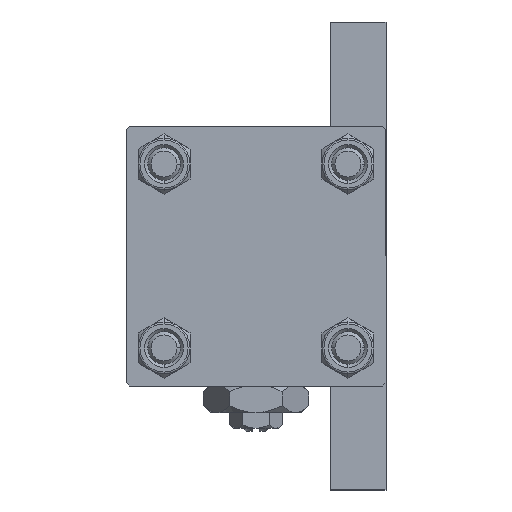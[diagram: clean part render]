
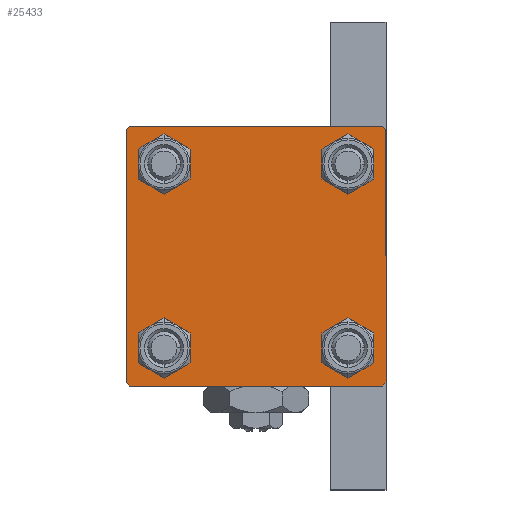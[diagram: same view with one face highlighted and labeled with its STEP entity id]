
A CAD part, left-side view. The second image highlights one B-rep face of the part: STEP entity #25433.
In plain terms, the highlighted planar face has unit normal (-1, 0, 0).
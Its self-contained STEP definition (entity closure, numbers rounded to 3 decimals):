
#78 = EDGE_CURVE ( 'NONE', #7229, #36815, #4197, .T. ) ;
#352 = CARTESIAN_POINT ( 'NONE',  ( 0., -14.15, 14.15 ) ) ;
#754 = CARTESIAN_POINT ( 'NONE',  ( 0., 14.15, 14.15 ) ) ;
#786 = LINE ( 'NONE', #28041, #48172 ) ;
#787 = AXIS2_PLACEMENT_3D ( 'NONE', #1375, #32346, #28369 ) ;
#793 = VECTOR ( 'NONE', #33918, 1000. ) ;
#1026 = CARTESIAN_POINT ( 'NONE',  ( 0., 19.5, -20. ) ) ;
#1115 = EDGE_CURVE ( 'NONE', #5566, #12771, #25568, .T. ) ;
#1375 = CARTESIAN_POINT ( 'NONE',  ( 0., 14.15, 14.15 ) ) ;
#2358 = CARTESIAN_POINT ( 'NONE',  ( 0., 20., 20. ) ) ;
#2675 = CIRCLE ( 'NONE', #34559, 3. ) ;
#2814 = CARTESIAN_POINT ( 'NONE',  ( 0., 20., 19.5 ) ) ;
#2875 = VERTEX_POINT ( 'NONE', #11497 ) ;
#4098 = VERTEX_POINT ( 'NONE', #12940 ) ;
#4197 = LINE ( 'NONE', #30672, #793 ) ;
#4614 = ORIENTED_EDGE ( 'NONE', *, *, #14001, .F. ) ;
#5100 = CIRCLE ( 'NONE', #21080, 3. ) ;
#5341 = DIRECTION ( 'NONE',  ( 1., 0., 0. ) ) ;
#5463 = DIRECTION ( 'NONE',  ( 1., 0., 0. ) ) ;
#5495 = FACE_OUTER_BOUND ( 'NONE', #12198, .T. ) ;
#5566 = VERTEX_POINT ( 'NONE', #9926 ) ;
#6124 = LINE ( 'NONE', #2358, #30905 ) ;
#6174 = ORIENTED_EDGE ( 'NONE', *, *, #16034, .T. ) ;
#6661 = EDGE_CURVE ( 'NONE', #27101, #33698, #17935, .T. ) ;
#7229 = VERTEX_POINT ( 'NONE', #48640 ) ;
#7301 = DIRECTION ( 'NONE',  ( 1., 0., 0. ) ) ;
#7890 = CARTESIAN_POINT ( 'NONE',  ( 0., -19.75, 19.75 ) ) ;
#7988 = LINE ( 'NONE', #21575, #34278 ) ;
#8102 = DIRECTION ( 'NONE',  ( 1., 0., 0. ) ) ;
#8664 = CARTESIAN_POINT ( 'NONE',  ( 0., -20., -19.5 ) ) ;
#9041 = DIRECTION ( 'NONE',  ( 0., -0.707, 0.707 ) ) ;
#9926 = CARTESIAN_POINT ( 'NONE',  ( 0., 14.15, 11.15 ) ) ;
#10095 = LINE ( 'NONE', #25581, #37058 ) ;
#10138 = ORIENTED_EDGE ( 'NONE', *, *, #47015, .T. ) ;
#10384 = EDGE_LOOP ( 'NONE', ( #10138, #12493 ) ) ;
#11012 = AXIS2_PLACEMENT_3D ( 'NONE', #352, #8102, #37814 ) ;
#11131 = EDGE_LOOP ( 'NONE', ( #39987, #34865 ) ) ;
#11398 = DIRECTION ( 'NONE',  ( 1., 0., 0. ) ) ;
#11497 = CARTESIAN_POINT ( 'NONE',  ( 0., -19.5, 20. ) ) ;
#12086 = VERTEX_POINT ( 'NONE', #47788 ) ;
#12135 = LINE ( 'NONE', #7890, #39184 ) ;
#12198 = EDGE_LOOP ( 'NONE', ( #6174, #45363, #46709, #29625, #28095, #33768, #4614, #13477 ) ) ;
#12275 = CARTESIAN_POINT ( 'NONE',  ( 0., -14.15, -11.15 ) ) ;
#12493 = ORIENTED_EDGE ( 'NONE', *, *, #18036, .T. ) ;
#12771 = VERTEX_POINT ( 'NONE', #26430 ) ;
#12843 = AXIS2_PLACEMENT_3D ( 'NONE', #41582, #11398, #30385 ) ;
#12940 = CARTESIAN_POINT ( 'NONE',  ( 0., 14.15, -17.15 ) ) ;
#13464 = VECTOR ( 'NONE', #46643, 1000. ) ;
#13477 = ORIENTED_EDGE ( 'NONE', *, *, #78, .T. ) ;
#13497 = DIRECTION ( 'NONE',  ( -1., 0., 0. ) ) ;
#14001 = EDGE_CURVE ( 'NONE', #7229, #2875, #6124, .T. ) ;
#15296 = DIRECTION ( 'NONE',  ( 1., 0., 0. ) ) ;
#15634 = CARTESIAN_POINT ( 'NONE',  ( 0., 19.75, -19.75 ) ) ;
#16034 = EDGE_CURVE ( 'NONE', #36815, #19738, #40963, .T. ) ;
#16745 = FACE_BOUND ( 'NONE', #23782, .T. ) ;
#16842 = CIRCLE ( 'NONE', #12843, 3. ) ;
#16844 = CIRCLE ( 'NONE', #40719, 3. ) ;
#17491 = CARTESIAN_POINT ( 'NONE',  ( 0., 0., 0. ) ) ;
#17808 = CARTESIAN_POINT ( 'NONE',  ( 0., -14.15, -17.15 ) ) ;
#17935 = CIRCLE ( 'NONE', #45761, 3. ) ;
#18036 = EDGE_CURVE ( 'NONE', #37230, #36842, #36534, .T. ) ;
#19036 = DIRECTION ( 'NONE',  ( 0., 0., 1. ) ) ;
#19635 = DIRECTION ( 'NONE',  ( 0., 0.707, 0.707 ) ) ;
#19738 = VERTEX_POINT ( 'NONE', #28464 ) ;
#20144 = CARTESIAN_POINT ( 'NONE',  ( 0., -14.15, 11.15 ) ) ;
#20612 = DIRECTION ( 'NONE',  ( 0., -1., 0. ) ) ;
#21080 = AXIS2_PLACEMENT_3D ( 'NONE', #28270, #29494, #28754 ) ;
#21575 = CARTESIAN_POINT ( 'NONE',  ( 0., -20., 20. ) ) ;
#21991 = EDGE_CURVE ( 'NONE', #33534, #22267, #7988, .T. ) ;
#22267 = VERTEX_POINT ( 'NONE', #8664 ) ;
#23782 = EDGE_LOOP ( 'NONE', ( #47373, #45262 ) ) ;
#24051 = CARTESIAN_POINT ( 'NONE',  ( 0., -14.15, -14.15 ) ) ;
#24529 = EDGE_CURVE ( 'NONE', #19738, #31188, #34583, .T. ) ;
#25433 = ADVANCED_FACE ( 'NONE', ( #47632, #16745, #31961, #47143, #5495 ), #40163, .T. ) ;
#25568 = CIRCLE ( 'NONE', #787, 3. ) ;
#25581 = CARTESIAN_POINT ( 'NONE',  ( 0., 20., -20. ) ) ;
#25678 = AXIS2_PLACEMENT_3D ( 'NONE', #41716, #15296, #19036 ) ;
#26430 = CARTESIAN_POINT ( 'NONE',  ( 0., 14.15, 17.15 ) ) ;
#27101 = VERTEX_POINT ( 'NONE', #17808 ) ;
#27521 = EDGE_CURVE ( 'NONE', #33534, #2875, #12135, .T. ) ;
#28041 = CARTESIAN_POINT ( 'NONE',  ( 0., -19.75, -19.75 ) ) ;
#28095 = ORIENTED_EDGE ( 'NONE', *, *, #21991, .F. ) ;
#28201 = DIRECTION ( 'NONE',  ( 0., 0., 1. ) ) ;
#28270 = CARTESIAN_POINT ( 'NONE',  ( 0., -14.15, 14.15 ) ) ;
#28369 = DIRECTION ( 'NONE',  ( 0., 0., 1. ) ) ;
#28464 = CARTESIAN_POINT ( 'NONE',  ( 0., 20., -19.5 ) ) ;
#28754 = DIRECTION ( 'NONE',  ( 0., 0., 1. ) ) ;
#29494 = DIRECTION ( 'NONE',  ( 1., 0., 0. ) ) ;
#29625 = ORIENTED_EDGE ( 'NONE', *, *, #49077, .T. ) ;
#29733 = ORIENTED_EDGE ( 'NONE', *, *, #36975, .T. ) ;
#30382 = VECTOR ( 'NONE', #37832, 1000. ) ;
#30385 = DIRECTION ( 'NONE',  ( 0., 0., 1. ) ) ;
#30672 = CARTESIAN_POINT ( 'NONE',  ( 0., 19.75, 19.75 ) ) ;
#30905 = VECTOR ( 'NONE', #20612, 1000. ) ;
#31188 = VERTEX_POINT ( 'NONE', #1026 ) ;
#31961 = FACE_BOUND ( 'NONE', #11131, .T. ) ;
#32211 = DIRECTION ( 'NONE',  ( 0., 0., 1. ) ) ;
#32346 = DIRECTION ( 'NONE',  ( 1., 0., 0. ) ) ;
#33027 = CARTESIAN_POINT ( 'NONE',  ( 0., -14.15, 17.15 ) ) ;
#33534 = VERTEX_POINT ( 'NONE', #43493 ) ;
#33698 = VERTEX_POINT ( 'NONE', #12275 ) ;
#33768 = ORIENTED_EDGE ( 'NONE', *, *, #27521, .T. ) ;
#33918 = DIRECTION ( 'NONE',  ( 0., 0.707, -0.707 ) ) ;
#34278 = VECTOR ( 'NONE', #36792, 1000. ) ;
#34483 = DIRECTION ( 'NONE',  ( 0., 0., 1. ) ) ;
#34559 = AXIS2_PLACEMENT_3D ( 'NONE', #46608, #5463, #28201 ) ;
#34583 = LINE ( 'NONE', #15634, #30382 ) ;
#34865 = ORIENTED_EDGE ( 'NONE', *, *, #40317, .T. ) ;
#35203 = CARTESIAN_POINT ( 'NONE',  ( 0., 20., 20. ) ) ;
#35987 = AXIS2_PLACEMENT_3D ( 'NONE', #17491, #13497, #32211 ) ;
#36054 = DIRECTION ( 'NONE',  ( 0., -1., 0. ) ) ;
#36179 = ORIENTED_EDGE ( 'NONE', *, *, #1115, .T. ) ;
#36534 = CIRCLE ( 'NONE', #11012, 3. ) ;
#36792 = DIRECTION ( 'NONE',  ( 0., 0., -1. ) ) ;
#36815 = VERTEX_POINT ( 'NONE', #2814 ) ;
#36842 = VERTEX_POINT ( 'NONE', #33027 ) ;
#36975 = EDGE_CURVE ( 'NONE', #12771, #5566, #16844, .T. ) ;
#37058 = VECTOR ( 'NONE', #36054, 1000. ) ;
#37230 = VERTEX_POINT ( 'NONE', #20144 ) ;
#37814 = DIRECTION ( 'NONE',  ( 0., 0., 1. ) ) ;
#37832 = DIRECTION ( 'NONE',  ( 0., -0.707, -0.707 ) ) ;
#37946 = CARTESIAN_POINT ( 'NONE',  ( 0., 14.15, -11.15 ) ) ;
#39184 = VECTOR ( 'NONE', #19635, 1000. ) ;
#39987 = ORIENTED_EDGE ( 'NONE', *, *, #42010, .T. ) ;
#40163 = PLANE ( 'NONE',  #35987 ) ;
#40317 = EDGE_CURVE ( 'NONE', #4098, #49281, #16842, .T. ) ;
#40719 = AXIS2_PLACEMENT_3D ( 'NONE', #754, #7301, #34483 ) ;
#40963 = LINE ( 'NONE', #35203, #13464 ) ;
#41582 = CARTESIAN_POINT ( 'NONE',  ( 0., 14.15, -14.15 ) ) ;
#41716 = CARTESIAN_POINT ( 'NONE',  ( 0., 14.15, -14.15 ) ) ;
#42010 = EDGE_CURVE ( 'NONE', #49281, #4098, #47136, .T. ) ;
#42891 = EDGE_LOOP ( 'NONE', ( #29733, #36179 ) ) ;
#43242 = DIRECTION ( 'NONE',  ( 0., 0., 1. ) ) ;
#43493 = CARTESIAN_POINT ( 'NONE',  ( 0., -20., 19.5 ) ) ;
#45262 = ORIENTED_EDGE ( 'NONE', *, *, #6661, .T. ) ;
#45363 = ORIENTED_EDGE ( 'NONE', *, *, #24529, .T. ) ;
#45761 = AXIS2_PLACEMENT_3D ( 'NONE', #24051, #5341, #43242 ) ;
#46221 = EDGE_CURVE ( 'NONE', #33698, #27101, #2675, .T. ) ;
#46608 = CARTESIAN_POINT ( 'NONE',  ( 0., -14.15, -14.15 ) ) ;
#46643 = DIRECTION ( 'NONE',  ( 0., 0., -1. ) ) ;
#46709 = ORIENTED_EDGE ( 'NONE', *, *, #48773, .T. ) ;
#47015 = EDGE_CURVE ( 'NONE', #36842, #37230, #5100, .T. ) ;
#47136 = CIRCLE ( 'NONE', #25678, 3. ) ;
#47143 = FACE_BOUND ( 'NONE', #42891, .T. ) ;
#47373 = ORIENTED_EDGE ( 'NONE', *, *, #46221, .T. ) ;
#47632 = FACE_BOUND ( 'NONE', #10384, .T. ) ;
#47788 = CARTESIAN_POINT ( 'NONE',  ( 0., -19.5, -20. ) ) ;
#48172 = VECTOR ( 'NONE', #9041, 1000. ) ;
#48640 = CARTESIAN_POINT ( 'NONE',  ( 0., 19.5, 20. ) ) ;
#48773 = EDGE_CURVE ( 'NONE', #31188, #12086, #10095, .T. ) ;
#49077 = EDGE_CURVE ( 'NONE', #12086, #22267, #786, .T. ) ;
#49281 = VERTEX_POINT ( 'NONE', #37946 ) ;
